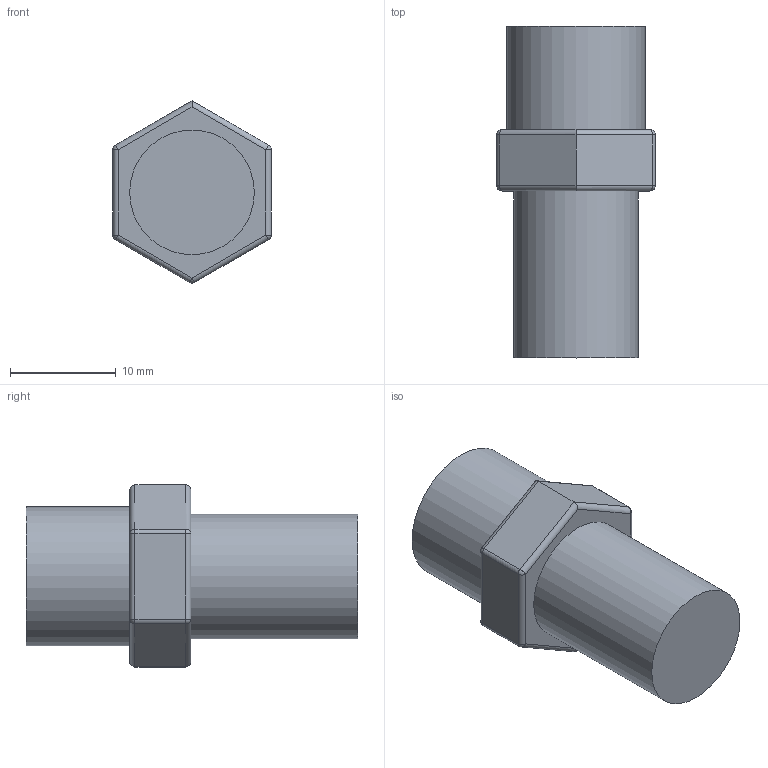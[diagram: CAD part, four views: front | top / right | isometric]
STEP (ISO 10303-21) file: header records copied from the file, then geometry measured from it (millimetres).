
FILE_DESCRIPTION( ( 'Unknown' ), '1' );
FILE_NAME( '6.06.14.stp', 'Unknown', ( 'Unknown' ), ( 'Unknown' ), 'PSStep 17.0.49', 'Unknown', ' ' );
FILE_SCHEMA( ( 'AUTOMOTIVE_DESIGN { 1 0 10303 214 1 1 1 1 }' ) );
Length unit declared in the file: millimetre
Products named in the file (1): 1
Bounding box: 15 x 31.4 x 17.24 mm (x, y, z)
Volume: 2572.5 mm3; surface area: 2414.3 mm2
Topology: 1 solids, 1 shells, 42 faces, 84 edges, 45 vertices
Faces by surface type: cylinder 20, plane 11, sphere 10, cone 1
Full cylindrical faces by diameter (mm): 8.4 x1, 11.8 x1, 13.157 x1
Entity records: 1349 total; most frequent: DIRECTION 199, CARTESIAN_POINT 158, ORIENTED_EDGE 148, AXIS2_PLACEMENT_3D 82, EDGE_CURVE 74, EDGE_LOOP 49, FACE_OUTER_BOUND 45, STYLED_ITEM 42
